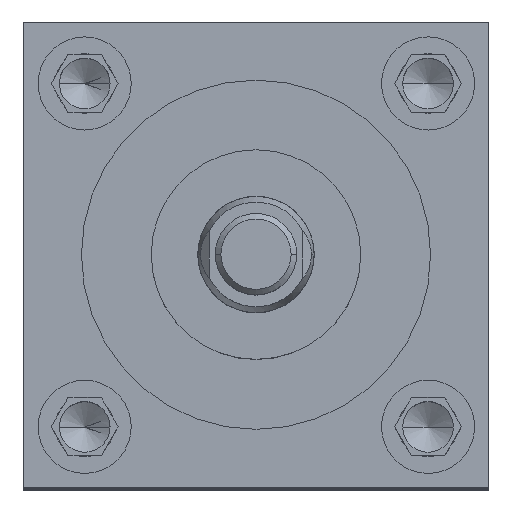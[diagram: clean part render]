
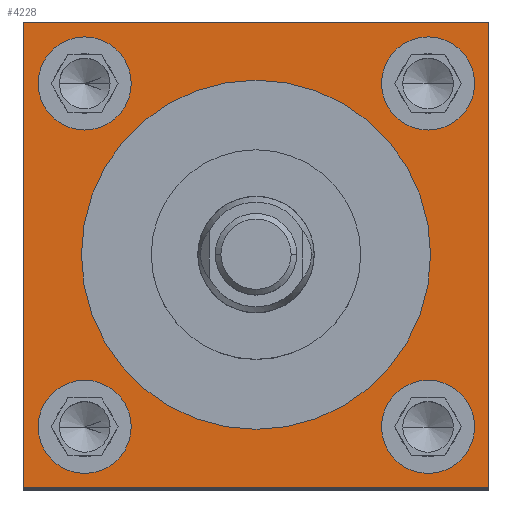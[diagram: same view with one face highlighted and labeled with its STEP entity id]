
A CAD part, top view. The second image highlights one B-rep face of the part: STEP entity #4228.
In plain terms, the highlighted planar face has unit normal (0, 0, 1).
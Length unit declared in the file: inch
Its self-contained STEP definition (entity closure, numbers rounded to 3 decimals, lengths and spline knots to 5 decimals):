
#14 = CARTESIAN_POINT ( 'NONE',  ( 1.174, -0.924, 7.625 ) ) ;
#42 = CARTESIAN_POINT ( 'NONE',  ( 0.924, 0.92, 7.625 ) ) ;
#80 = CARTESIAN_POINT ( 'NONE',  ( 1.174, 0.92, 7.625 ) ) ;
#85 = AXIS2_PLACEMENT_3D ( 'NONE', #2942, #5679, #273 ) ;
#93 = ORIENTED_EDGE ( 'NONE', *, *, #4487, .F. ) ;
#94 = DIRECTION ( 'NONE',  ( 1., 0., 0. ) ) ;
#175 = CIRCLE ( 'NONE', #4148, 0.25 ) ;
#217 = EDGE_LOOP ( 'NONE', ( #1095, #2506 ) ) ;
#223 = VERTEX_POINT ( 'NONE', #6432 ) ;
#235 = EDGE_CURVE ( 'NONE', #1978, #6461, #1718, .T. ) ;
#247 = LINE ( 'NONE', #6737, #606 ) ;
#273 = DIRECTION ( 'NONE',  ( 1., 0., 0. ) ) ;
#338 = AXIS2_PLACEMENT_3D ( 'NONE', #944, #6193, #4066 ) ;
#391 = VERTEX_POINT ( 'NONE', #6038 ) ;
#444 = ORIENTED_EDGE ( 'NONE', *, *, #1909, .T. ) ;
#456 = EDGE_LOOP ( 'NONE', ( #93, #1133 ) ) ;
#606 = VECTOR ( 'NONE', #1256, 39.37008 ) ;
#625 = CIRCLE ( 'NONE', #5178, 0.25 ) ;
#643 = DIRECTION ( 'NONE',  ( 0., 0., 1. ) ) ;
#807 = EDGE_LOOP ( 'NONE', ( #5232, #5010 ) ) ;
#944 = CARTESIAN_POINT ( 'NONE',  ( 0.924, 0.92, 7.625 ) ) ;
#958 = FACE_BOUND ( 'NONE', #1346, .T. ) ;
#985 = VERTEX_POINT ( 'NONE', #5120 ) ;
#1023 = CARTESIAN_POINT ( 'NONE',  ( -1.25, -1.25, 7.625 ) ) ;
#1095 = ORIENTED_EDGE ( 'NONE', *, *, #3486, .F. ) ;
#1133 = ORIENTED_EDGE ( 'NONE', *, *, #4358, .F. ) ;
#1169 = DIRECTION ( 'NONE',  ( 1., 0., 0. ) ) ;
#1208 = CARTESIAN_POINT ( 'NONE',  ( -1.17, 0.92, 7.625 ) ) ;
#1256 = DIRECTION ( 'NONE',  ( 0., 1., 0. ) ) ;
#1346 = EDGE_LOOP ( 'NONE', ( #4864, #4489 ) ) ;
#1402 = DIRECTION ( 'NONE',  ( 1., 0., 0. ) ) ;
#1441 = DIRECTION ( 'NONE',  ( -1., 0., 0. ) ) ;
#1473 = EDGE_CURVE ( 'NONE', #985, #2261, #5220, .T. ) ;
#1476 = DIRECTION ( 'NONE',  ( 0., 0., -1. ) ) ;
#1516 = CARTESIAN_POINT ( 'NONE',  ( -1.25, 1.25, 7.625 ) ) ;
#1551 = VERTEX_POINT ( 'NONE', #14 ) ;
#1718 = CIRCLE ( 'NONE', #5709, 0.25 ) ;
#1727 = CARTESIAN_POINT ( 'NONE',  ( 0.924, -0.924, 7.625 ) ) ;
#1749 = DIRECTION ( 'NONE',  ( 1., 0., 0. ) ) ;
#1766 = EDGE_CURVE ( 'NONE', #2038, #1963, #625, .T. ) ;
#1769 = ORIENTED_EDGE ( 'NONE', *, *, #2033, .F. ) ;
#1851 = CARTESIAN_POINT ( 'NONE',  ( -1.25, 1.25, 7.625 ) ) ;
#1907 = CIRCLE ( 'NONE', #338, 0.25 ) ;
#1909 = EDGE_CURVE ( 'NONE', #2261, #5480, #1945, .T. ) ;
#1911 = DIRECTION ( 'NONE',  ( -1., 0., 0. ) ) ;
#1924 = EDGE_CURVE ( 'NONE', #5994, #1551, #3677, .T. ) ;
#1945 = LINE ( 'NONE', #4137, #2316 ) ;
#1954 = DIRECTION ( 'NONE',  ( 0., -1., 0. ) ) ;
#1963 = VERTEX_POINT ( 'NONE', #3279 ) ;
#1978 = VERTEX_POINT ( 'NONE', #4815 ) ;
#2016 = PLANE ( 'NONE',  #6685 ) ;
#2033 = EDGE_CURVE ( 'NONE', #1551, #5994, #175, .T. ) ;
#2038 = VERTEX_POINT ( 'NONE', #6402 ) ;
#2052 = DIRECTION ( 'NONE',  ( 0., 0., 1. ) ) ;
#2075 = EDGE_CURVE ( 'NONE', #1963, #2038, #6516, .T. ) ;
#2115 = DIRECTION ( 'NONE',  ( 0., 0., 1. ) ) ;
#2193 = AXIS2_PLACEMENT_3D ( 'NONE', #2959, #6718, #1402 ) ;
#2251 = AXIS2_PLACEMENT_3D ( 'NONE', #42, #4987, #1169 ) ;
#2261 = VERTEX_POINT ( 'NONE', #1023 ) ;
#2278 = CARTESIAN_POINT ( 'NONE',  ( -0.92, -0.924, 7.625 ) ) ;
#2316 = VECTOR ( 'NONE', #6298, 39.37008 ) ;
#2506 = ORIENTED_EDGE ( 'NONE', *, *, #3042, .F. ) ;
#2552 = FACE_OUTER_BOUND ( 'NONE', #6504, .T. ) ;
#2559 = DIRECTION ( 'NONE',  ( 1., 0., 0. ) ) ;
#2564 = CIRCLE ( 'NONE', #85, 0.9375 ) ;
#2583 = FACE_BOUND ( 'NONE', #456, .T. ) ;
#2621 = CARTESIAN_POINT ( 'NONE',  ( -0.92, 0.92, 7.625 ) ) ;
#2758 = ORIENTED_EDGE ( 'NONE', *, *, #1924, .F. ) ;
#2942 = CARTESIAN_POINT ( 'NONE',  ( 0., 0., 7.625 ) ) ;
#2959 = CARTESIAN_POINT ( 'NONE',  ( -0.92, -0.924, 7.625 ) ) ;
#2972 = AXIS2_PLACEMENT_3D ( 'NONE', #3380, #4966, #94 ) ;
#3042 = EDGE_CURVE ( 'NONE', #6381, #223, #2564, .T. ) ;
#3044 = FACE_BOUND ( 'NONE', #5501, .T. ) ;
#3279 = CARTESIAN_POINT ( 'NONE',  ( -0.67, -0.924, 7.625 ) ) ;
#3301 = CARTESIAN_POINT ( 'NONE',  ( 1.25, -1.25, 7.625 ) ) ;
#3380 = CARTESIAN_POINT ( 'NONE',  ( 0., 0., 7.625 ) ) ;
#3382 = CIRCLE ( 'NONE', #2251, 0.25 ) ;
#3486 = EDGE_CURVE ( 'NONE', #223, #6381, #6061, .T. ) ;
#3677 = CIRCLE ( 'NONE', #6076, 0.25 ) ;
#3725 = DIRECTION ( 'NONE',  ( 1., 0., 0. ) ) ;
#3738 = EDGE_CURVE ( 'NONE', #6461, #1978, #5219, .T. ) ;
#3769 = DIRECTION ( 'NONE',  ( 0., 0., 1. ) ) ;
#3833 = DIRECTION ( 'NONE',  ( 1., 0., 0. ) ) ;
#4066 = DIRECTION ( 'NONE',  ( 1., 0., 0. ) ) ;
#4103 = EDGE_CURVE ( 'NONE', #391, #985, #6232, .T. ) ;
#4134 = CARTESIAN_POINT ( 'NONE',  ( 0.674, 0.92, 7.625 ) ) ;
#4137 = CARTESIAN_POINT ( 'NONE',  ( -1.25, -1.25, 7.625 ) ) ;
#4148 = AXIS2_PLACEMENT_3D ( 'NONE', #5055, #2052, #4246 ) ;
#4228 = ADVANCED_FACE ( 'NONE', ( #3044, #2583, #6361, #958, #6928, #2552 ), #2016, .F. ) ;
#4246 = DIRECTION ( 'NONE',  ( 1., 0., 0. ) ) ;
#4358 = EDGE_CURVE ( 'NONE', #6096, #6427, #3382, .T. ) ;
#4416 = ORIENTED_EDGE ( 'NONE', *, *, #1473, .T. ) ;
#4470 = DIRECTION ( 'NONE',  ( 0., 0., 1. ) ) ;
#4487 = EDGE_CURVE ( 'NONE', #6427, #6096, #1907, .T. ) ;
#4489 = ORIENTED_EDGE ( 'NONE', *, *, #3738, .F. ) ;
#4815 = CARTESIAN_POINT ( 'NONE',  ( -0.67, 0.92, 7.625 ) ) ;
#4864 = ORIENTED_EDGE ( 'NONE', *, *, #235, .F. ) ;
#4966 = DIRECTION ( 'NONE',  ( 0., 0., 1. ) ) ;
#4987 = DIRECTION ( 'NONE',  ( 0., 0., 1. ) ) ;
#5010 = ORIENTED_EDGE ( 'NONE', *, *, #1766, .F. ) ;
#5055 = CARTESIAN_POINT ( 'NONE',  ( 0.924, -0.924, 7.625 ) ) ;
#5120 = CARTESIAN_POINT ( 'NONE',  ( -1.25, 1.25, 7.625 ) ) ;
#5178 = AXIS2_PLACEMENT_3D ( 'NONE', #2278, #4470, #1749 ) ;
#5219 = CIRCLE ( 'NONE', #6130, 0.25 ) ;
#5220 = LINE ( 'NONE', #6838, #6571 ) ;
#5232 = ORIENTED_EDGE ( 'NONE', *, *, #2075, .F. ) ;
#5328 = VECTOR ( 'NONE', #1911, 39.37008 ) ;
#5371 = ORIENTED_EDGE ( 'NONE', *, *, #4103, .T. ) ;
#5480 = VERTEX_POINT ( 'NONE', #3301 ) ;
#5501 = EDGE_LOOP ( 'NONE', ( #1769, #2758 ) ) ;
#5603 = EDGE_CURVE ( 'NONE', #5480, #391, #247, .T. ) ;
#5679 = DIRECTION ( 'NONE',  ( 0., 0., 1. ) ) ;
#5709 = AXIS2_PLACEMENT_3D ( 'NONE', #6997, #2115, #3725 ) ;
#5853 = ORIENTED_EDGE ( 'NONE', *, *, #5603, .T. ) ;
#5871 = CARTESIAN_POINT ( 'NONE',  ( -0.9375, 0., 7.625 ) ) ;
#5994 = VERTEX_POINT ( 'NONE', #6583 ) ;
#6038 = CARTESIAN_POINT ( 'NONE',  ( 1.25, 1.25, 7.625 ) ) ;
#6061 = CIRCLE ( 'NONE', #2972, 0.9375 ) ;
#6076 = AXIS2_PLACEMENT_3D ( 'NONE', #1727, #643, #3833 ) ;
#6096 = VERTEX_POINT ( 'NONE', #4134 ) ;
#6130 = AXIS2_PLACEMENT_3D ( 'NONE', #2621, #3769, #2559 ) ;
#6193 = DIRECTION ( 'NONE',  ( 0., 0., 1. ) ) ;
#6232 = LINE ( 'NONE', #1851, #5328 ) ;
#6298 = DIRECTION ( 'NONE',  ( 1., 0., 0. ) ) ;
#6361 = FACE_BOUND ( 'NONE', #807, .T. ) ;
#6381 = VERTEX_POINT ( 'NONE', #5871 ) ;
#6402 = CARTESIAN_POINT ( 'NONE',  ( -1.17, -0.924, 7.625 ) ) ;
#6427 = VERTEX_POINT ( 'NONE', #80 ) ;
#6432 = CARTESIAN_POINT ( 'NONE',  ( 0.9375, 0., 7.625 ) ) ;
#6461 = VERTEX_POINT ( 'NONE', #1208 ) ;
#6504 = EDGE_LOOP ( 'NONE', ( #4416, #444, #5853, #5371 ) ) ;
#6516 = CIRCLE ( 'NONE', #2193, 0.25 ) ;
#6571 = VECTOR ( 'NONE', #1954, 39.37008 ) ;
#6583 = CARTESIAN_POINT ( 'NONE',  ( 0.674, -0.924, 7.625 ) ) ;
#6685 = AXIS2_PLACEMENT_3D ( 'NONE', #1516, #1476, #1441 ) ;
#6718 = DIRECTION ( 'NONE',  ( 0., 0., 1. ) ) ;
#6737 = CARTESIAN_POINT ( 'NONE',  ( 1.25, -1.25, 7.625 ) ) ;
#6838 = CARTESIAN_POINT ( 'NONE',  ( -1.25, -1.25, 7.625 ) ) ;
#6928 = FACE_BOUND ( 'NONE', #217, .T. ) ;
#6997 = CARTESIAN_POINT ( 'NONE',  ( -0.92, 0.92, 7.625 ) ) ;
